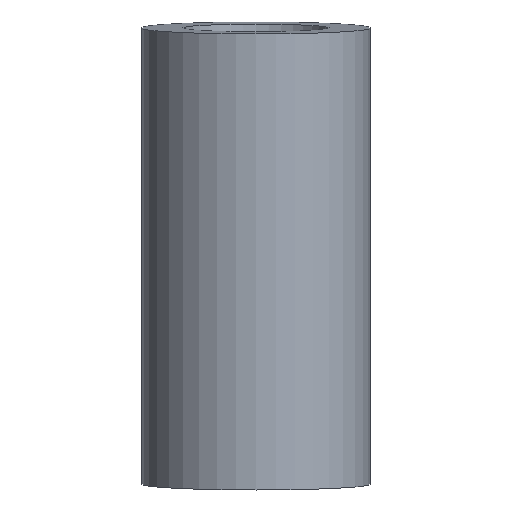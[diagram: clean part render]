
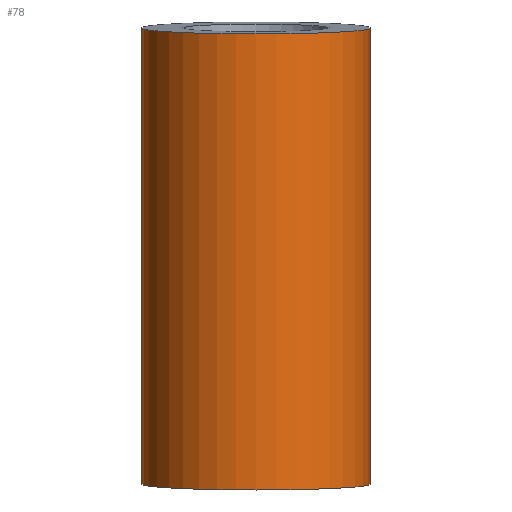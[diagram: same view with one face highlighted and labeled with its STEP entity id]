
A CAD part, left-side view. The second image highlights one B-rep face of the part: STEP entity #78.
In plain terms, the highlighted cylindrical face has radius 12.5 mm (diameter 25 mm), a full revolution.
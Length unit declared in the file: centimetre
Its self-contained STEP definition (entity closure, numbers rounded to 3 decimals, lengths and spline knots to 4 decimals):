
#18=B_SPLINE_CURVE_WITH_KNOTS('',3,(#123,#124,#125,#126,#127,#128,#129,
#130,#131,#132,#133,#134,#135,#136,#137,#138,#139,#140,#141,#142,#143,#144,
#145,#146,#147,#148,#149,#150,#151,#152,#153,#154,#155,#156),
 .UNSPECIFIED.,.T.,.F.,(4,2,2,2,2,2,2,2,2,2,2,2,2,2,2,2,4),(-0.905,
-0.8484,-0.7919,-0.7353,-0.6787,
-0.6222,-0.5656,-0.5091,-0.4525,
-0.3959,-0.3394,-0.2828,-0.2262,
-0.1697,-0.1131,-0.0566,0.),
 .UNSPECIFIED.);
#20=CYLINDRICAL_SURFACE('',#87,1.25);
#24=FACE_BOUND('',#38,.T.);
#25=FACE_BOUND('',#39,.T.);
#31=FACE_OUTER_BOUND('',#37,.T.);
#37=EDGE_LOOP('',(#65));
#38=EDGE_LOOP('',(#66));
#39=EDGE_LOOP('',(#67));
#47=CIRCLE('',#85,1.25);
#49=CIRCLE('',#88,1.25);
#51=VERTEX_POINT('',#115);
#53=VERTEX_POINT('',#120);
#54=VERTEX_POINT('',#122);
#57=EDGE_CURVE('',#51,#51,#47,.T.);
#59=EDGE_CURVE('',#53,#53,#49,.T.);
#60=EDGE_CURVE('',#54,#54,#18,.T.);
#65=ORIENTED_EDGE('',*,*,#59,.F.);
#66=ORIENTED_EDGE('',*,*,#60,.T.);
#67=ORIENTED_EDGE('',*,*,#57,.F.);
#78=ADVANCED_FACE('',(#31,#24,#25),#20,.T.);
#85=AXIS2_PLACEMENT_3D('',#116,#97,#98);
#87=AXIS2_PLACEMENT_3D('',#119,#101,#102);
#88=AXIS2_PLACEMENT_3D('',#121,#103,#104);
#97=DIRECTION('center_axis',(0.052,0.,-0.999));
#98=DIRECTION('ref_axis',(-0.999,0.,-0.052));
#101=DIRECTION('center_axis',(0.052,0.,-0.999));
#102=DIRECTION('ref_axis',(-0.999,0.,-0.052));
#103=DIRECTION('center_axis',(-0.052,0.,0.999));
#104=DIRECTION('ref_axis',(0.999,0.,0.052));
#115=CARTESIAN_POINT('',(-1.4503,14.,-25.1103));
#116=CARTESIAN_POINT('Origin',(-0.202,14.,-25.0449));
#119=CARTESIAN_POINT('Origin',(-0.202,14.,-25.0449));
#120=CARTESIAN_POINT('',(0.7846,14.,-19.9863));
#121=CARTESIAN_POINT('Origin',(-0.4637,14.,-20.0517));
#122=CARTESIAN_POINT('',(0.8395,14.,-21.0349));
#123=CARTESIAN_POINT('Ctrl Pts',(0.8384,14.15,-21.1852));
#124=CARTESIAN_POINT('Ctrl Pts',(0.8393,14.15,-21.204));
#125=CARTESIAN_POINT('Ctrl Pts',(0.8409,14.1462,-21.224));
#126=CARTESIAN_POINT('Ctrl Pts',(0.8445,14.1309,-21.2608));
#127=CARTESIAN_POINT('Ctrl Pts',(0.8466,14.1194,-21.2776));
#128=CARTESIAN_POINT('Ctrl Pts',(0.8503,14.0928,-21.3041));
#129=CARTESIAN_POINT('Ctrl Pts',(0.8521,14.0759,-21.3155));
#130=CARTESIAN_POINT('Ctrl Pts',(0.8546,14.039,-21.3307));
#131=CARTESIAN_POINT('Ctrl Pts',(0.8552,14.0189,-21.3345));
#132=CARTESIAN_POINT('Ctrl Pts',(0.8552,13.9811,-21.3345));
#133=CARTESIAN_POINT('Ctrl Pts',(0.8546,13.961,-21.3307));
#134=CARTESIAN_POINT('Ctrl Pts',(0.8521,13.9241,-21.3155));
#135=CARTESIAN_POINT('Ctrl Pts',(0.8503,13.9072,-21.3041));
#136=CARTESIAN_POINT('Ctrl Pts',(0.8466,13.8806,-21.2776));
#137=CARTESIAN_POINT('Ctrl Pts',(0.8445,13.8691,-21.2608));
#138=CARTESIAN_POINT('Ctrl Pts',(0.8409,13.8538,-21.224));
#139=CARTESIAN_POINT('Ctrl Pts',(0.8393,13.85,-21.204));
#140=CARTESIAN_POINT('Ctrl Pts',(0.8374,13.85,-21.1663));
#141=CARTESIAN_POINT('Ctrl Pts',(0.8368,13.8538,-21.1462));
#142=CARTESIAN_POINT('Ctrl Pts',(0.8366,13.8691,-21.1092));
#143=CARTESIAN_POINT('Ctrl Pts',(0.8369,13.8806,-21.0923));
#144=CARTESIAN_POINT('Ctrl Pts',(0.8378,13.9072,-21.0657));
#145=CARTESIAN_POINT('Ctrl Pts',(0.8384,13.9241,-21.0541));
#146=CARTESIAN_POINT('Ctrl Pts',(0.8393,13.961,-21.0387));
#147=CARTESIAN_POINT('Ctrl Pts',(0.8395,13.9811,-21.0349));
#148=CARTESIAN_POINT('Ctrl Pts',(0.8395,14.0189,-21.0349));
#149=CARTESIAN_POINT('Ctrl Pts',(0.8393,14.039,-21.0387));
#150=CARTESIAN_POINT('Ctrl Pts',(0.8384,14.0759,-21.0541));
#151=CARTESIAN_POINT('Ctrl Pts',(0.8378,14.0928,-21.0657));
#152=CARTESIAN_POINT('Ctrl Pts',(0.8369,14.1194,-21.0923));
#153=CARTESIAN_POINT('Ctrl Pts',(0.8366,14.1309,-21.1092));
#154=CARTESIAN_POINT('Ctrl Pts',(0.8368,14.1462,-21.1462));
#155=CARTESIAN_POINT('Ctrl Pts',(0.8374,14.15,-21.1663));
#156=CARTESIAN_POINT('Ctrl Pts',(0.8384,14.15,-21.1852));
